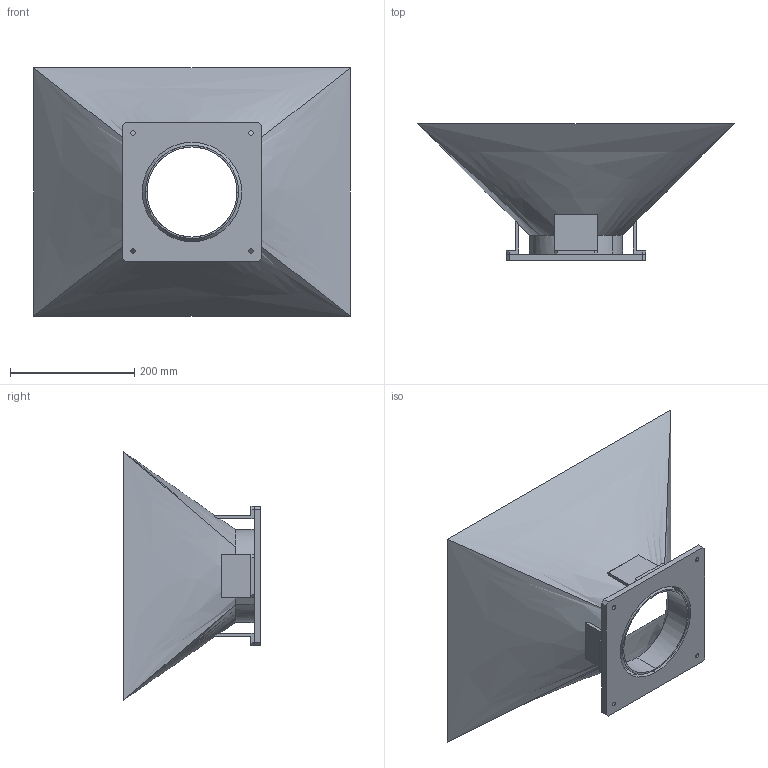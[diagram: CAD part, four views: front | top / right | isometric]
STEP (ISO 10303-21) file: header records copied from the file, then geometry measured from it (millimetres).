
FILE_DESCRIPTION (( 'STEP AP214' ), '1' );
FILE_NAME ('150 MM.STEP', '2025-09-12T04:27:45', ( '' ), ( '' ), 'SwSTEP 2.0', 'SolidWorks 2015', '' );
FILE_SCHEMA (( 'AUTOMOTIVE_DESIGN' ));
Length unit declared in the file: millimetre
Products named in the file (11): Part5^150 MM; Part4^150 MM; 150 MM; 150 mm; BASE 150 mm
Assembly tree (6 placements, depth 2):
  Part5^150 MM
  Part4^150 MM
  150 MM
    150 mm
    BASE 150 mm
    Part4^150 MM  x2
    Part5^150 MM  x2
  Part5^150 MM
  150 mm
Bounding box: 510 x 220 x 400 mm (x, y, z)
Volume: 1401560.1 mm3; surface area: 712204.8 mm2
Topology: 6 solids, 6 shells, 80 faces, 202 edges, 134 vertices
Faces by surface type: plane 48, cylinder 22, bspline 10
Entity records: 8095 total; most frequent: CARTESIAN_POINT 6448, ORIENTED_EDGE 290, DIRECTION 273, EDGE_CURVE 145, VERTEX_POINT 96, VECTOR 91, AXIS2_PLACEMENT_3D 91, LINE 91
